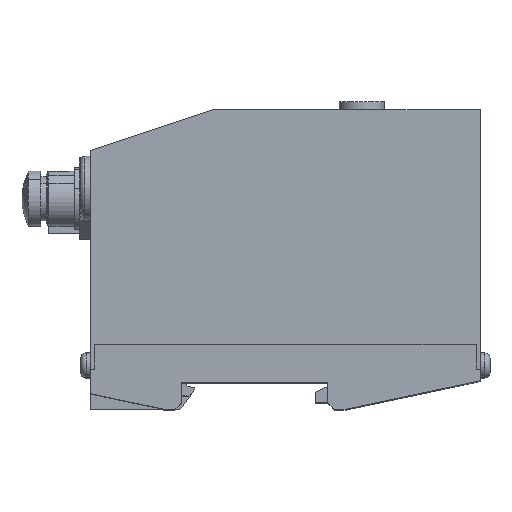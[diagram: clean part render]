
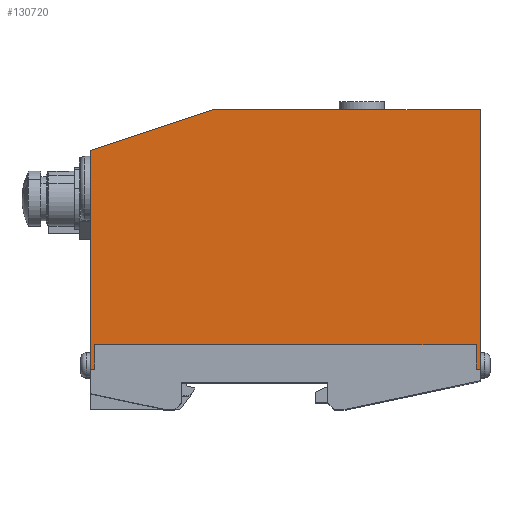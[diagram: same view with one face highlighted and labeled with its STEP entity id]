
A CAD part, top view. The second image highlights one B-rep face of the part: STEP entity #130720.
In plain terms, the highlighted planar face has unit normal (0, 0, 1).
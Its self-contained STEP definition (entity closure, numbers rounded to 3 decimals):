
#74900=CARTESIAN_POINT('',(55.,0.,65.65));
#74910=DIRECTION('',(0.,-1.,0.));
#74920=VECTOR('',#74910,1.);
#74930=LINE('',#74900,#74920);
#74940=CARTESIAN_POINT('',(55.,73.,
65.65));
#74950=VERTEX_POINT('',#74940);
#74960=CARTESIAN_POINT('',(55.,9.7,
65.65));
#74970=VERTEX_POINT('',#74960);
#74980=EDGE_CURVE('',#74950,#74970,#74930,.T.);
#130020=CARTESIAN_POINT('',(26.452,7.734,
65.65));
#130030=DIRECTION('',(0.,0.,1.));
#130040=DIRECTION('',(1.,0.,0.));
#130050=AXIS2_PLACEMENT_3D('',#130020,#130030,#130040);
#130060=PLANE('',#130050);
#130070=CARTESIAN_POINT('',(0.,76.333,65.65));
#130080=DIRECTION('',(-0.949,-0.316,0.));
#130090=VECTOR('',#130080,1.);
#130100=LINE('',#130070,#130090);
#130110=CARTESIAN_POINT('',(-10.,73.,
65.65));
#130120=VERTEX_POINT('',#130110);
#130130=CARTESIAN_POINT('',(-40.,63.,
65.65));
#130140=VERTEX_POINT('',#130130);
#130150=EDGE_CURVE('',#130120,#130140,#130100,.T.);
#130160=ORIENTED_EDGE('',*,*,#130150,.T.);
#130170=CARTESIAN_POINT('',(0.,73.,65.65));
#130180=DIRECTION('',(-1.,0.,0.));
#130190=VECTOR('',#130180,1.);
#130200=LINE('',#130170,#130190);
#130210=EDGE_CURVE('',#74950,#130120,#130200,.T.);
#130220=ORIENTED_EDGE('',*,*,#130210,.T.);
#130230=ORIENTED_EDGE('',*,*,#74980,.F.);
#130240=CARTESIAN_POINT('',(0.,9.7,65.65));
#130250=DIRECTION('',(-1.,0.,0.));
#130260=VECTOR('',#130250,1.);
#130270=LINE('',#130240,#130260);
#130280=CARTESIAN_POINT('',(54.,9.7,
65.65));
#130290=VERTEX_POINT('',#130280);
#130300=EDGE_CURVE('',#74970,#130290,#130270,.T.);
#130310=ORIENTED_EDGE('',*,*,#130300,.F.);
#130320=CARTESIAN_POINT('',(54.,0.,65.65));
#130330=DIRECTION('',(0.,1.,0.));
#130340=VECTOR('',#130330,1.);
#130350=LINE('',#130320,#130340);
#130360=CARTESIAN_POINT('',(54.,15.7,
65.65));
#130370=VERTEX_POINT('',#130360);
#130380=EDGE_CURVE('',#130290,#130370,#130350,.T.);
#130390=ORIENTED_EDGE('',*,*,#130380,.F.);
#130400=CARTESIAN_POINT('',(0.,15.7,65.65));
#130410=DIRECTION('',(-1.,0.,0.));
#130420=VECTOR('',#130410,1.);
#130430=LINE('',#130400,#130420);
#130440=CARTESIAN_POINT('',(-39.,15.7,
65.65));
#130450=VERTEX_POINT('',#130440);
#130460=EDGE_CURVE('',#130370,#130450,#130430,.T.);
#130470=ORIENTED_EDGE('',*,*,#130460,.F.);
#130480=CARTESIAN_POINT('',(-39.,0.,65.65));
#130490=DIRECTION('',(0.,-1.,0.));
#130500=VECTOR('',#130490,1.);
#130510=LINE('',#130480,#130500);
#130520=CARTESIAN_POINT('',(-39.,9.7,
65.65));
#130530=VERTEX_POINT('',#130520);
#130540=EDGE_CURVE('',#130450,#130530,#130510,.T.);
#130550=ORIENTED_EDGE('',*,*,#130540,.F.);
#130560=CARTESIAN_POINT('',(0.,9.7,65.65));
#130570=DIRECTION('',(-1.,0.,0.));
#130580=VECTOR('',#130570,1.);
#130590=LINE('',#130560,#130580);
#130600=CARTESIAN_POINT('',(-40.,9.7,
65.65));
#130610=VERTEX_POINT('',#130600);
#130620=EDGE_CURVE('',#130530,#130610,#130590,.T.);
#130630=ORIENTED_EDGE('',*,*,#130620,.F.);
#130640=CARTESIAN_POINT('',(-40.,0.,65.65));
#130650=DIRECTION('',(0.,1.,0.));
#130660=VECTOR('',#130650,1.);
#130670=LINE('',#130640,#130660);
#130680=EDGE_CURVE('',#130610,#130140,#130670,.T.);
#130690=ORIENTED_EDGE('',*,*,#130680,.F.);
#130700=EDGE_LOOP('',(#130690,#130630,#130550,#130470,#130390,#130310,
#130230,#130220,#130160));
#130710=FACE_OUTER_BOUND('',#130700,.T.);
#130720=ADVANCED_FACE('',(#130710),#130060,.T.);
